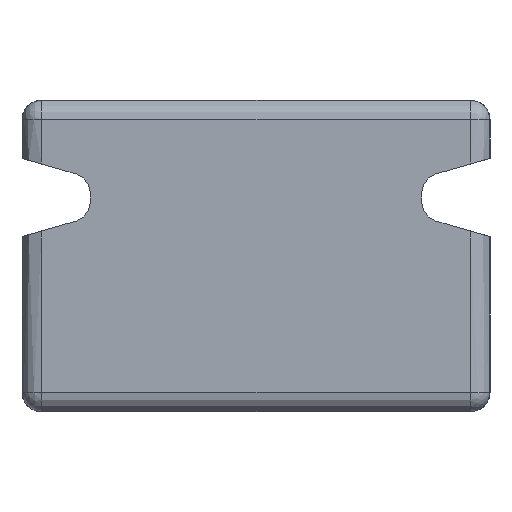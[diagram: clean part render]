
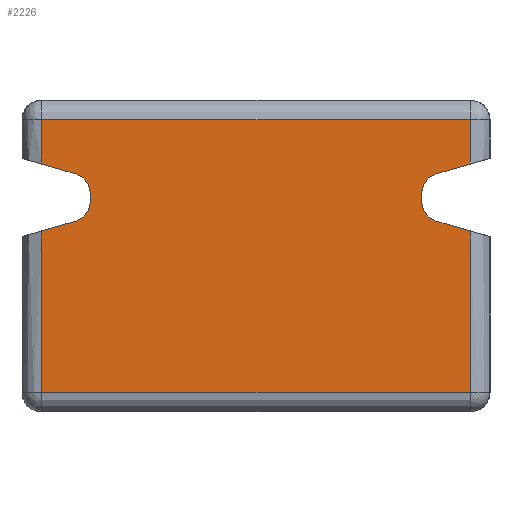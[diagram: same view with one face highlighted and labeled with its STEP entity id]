
A CAD part, left-side view. The second image highlights one B-rep face of the part: STEP entity #2226.
In plain terms, the highlighted planar face has unit normal (-1, 0, 0).
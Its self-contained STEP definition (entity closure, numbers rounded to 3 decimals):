
#23 = CARTESIAN_POINT ( 'NONE',  ( 0., 4.75, 1.623 ) ) ;
#105 = ORIENTED_EDGE ( 'NONE', *, *, #5073, .T. ) ;
#121 = VERTEX_POINT ( 'NONE', #2389 ) ;
#289 = DIRECTION ( 'NONE',  ( 0., 0., 1. ) ) ;
#306 = EDGE_CURVE ( 'NONE', #804, #360, #747, .T. ) ;
#334 = VERTEX_POINT ( 'NONE', #3877 ) ;
#360 = VERTEX_POINT ( 'NONE', #4679 ) ;
#454 = DIRECTION ( 'NONE',  ( 0., 0., 1. ) ) ;
#508 = EDGE_CURVE ( 'NONE', #3549, #5405, #2961, .T. ) ;
#618 = CARTESIAN_POINT ( 'NONE',  ( 0., -4.25, 1.623 ) ) ;
#638 = AXIS2_PLACEMENT_3D ( 'NONE', #4313, #4343, #778 ) ;
#664 = DIRECTION ( 'NONE',  ( 0., 0., 1. ) ) ;
#715 = CARTESIAN_POINT ( 'NONE',  ( 0., -5.994, 0.5 ) ) ;
#716 = LINE ( 'NONE', #2538, #2835 ) ;
#747 = CIRCLE ( 'NONE', #2414, 0.5 ) ;
#750 = LINE ( 'NONE', #2535, #5233 ) ;
#774 = DIRECTION ( 'NONE',  ( 0., 0., 1. ) ) ;
#778 = DIRECTION ( 'NONE',  ( 0., 0., 1. ) ) ;
#785 = VERTEX_POINT ( 'NONE', #4644 ) ;
#804 = VERTEX_POINT ( 'NONE', #5000 ) ;
#826 = CARTESIAN_POINT ( 'NONE',  ( 0., 5.5, -4. ) ) ;
#836 = EDGE_CURVE ( 'NONE', #334, #1582, #1437, .T. ) ;
#846 = VECTOR ( 'NONE', #2010, 1000. ) ;
#1018 = ORIENTED_EDGE ( 'NONE', *, *, #2377, .T. ) ;
#1092 = ORIENTED_EDGE ( 'NONE', *, *, #508, .T. ) ;
#1098 = CARTESIAN_POINT ( 'NONE',  ( 0., 0., 0. ) ) ;
#1121 = CARTESIAN_POINT ( 'NONE',  ( 0., -4.25, 2. ) ) ;
#1179 = CARTESIAN_POINT ( 'NONE',  ( 0., -5.5, -3.5 ) ) ;
#1188 = DIRECTION ( 'NONE',  ( 1., 0., 0. ) ) ;
#1236 = ORIENTED_EDGE ( 'NONE', *, *, #5363, .T. ) ;
#1396 = CARTESIAN_POINT ( 'NONE',  ( 0., -4.25, 1.377 ) ) ;
#1418 = AXIS2_PLACEMENT_3D ( 'NONE', #23, #4516, #2712 ) ;
#1437 = LINE ( 'NONE', #5027, #5488 ) ;
#1460 = CARTESIAN_POINT ( 'NONE',  ( 0., -5.5, 2.358 ) ) ;
#1479 = PLANE ( 'NONE',  #3560 ) ;
#1508 = EDGE_CURVE ( 'NONE', #3465, #121, #3542, .T. ) ;
#1582 = VERTEX_POINT ( 'NONE', #1829 ) ;
#1713 = VECTOR ( 'NONE', #3175, 1000. ) ;
#1797 = LINE ( 'NONE', #3091, #1713 ) ;
#1815 = LINE ( 'NONE', #4814, #4759 ) ;
#1819 = VERTEX_POINT ( 'NONE', #2197 ) ;
#1829 = CARTESIAN_POINT ( 'NONE',  ( 0., 5.5, 3.5 ) ) ;
#1856 = ORIENTED_EDGE ( 'NONE', *, *, #3112, .T. ) ;
#1868 = LINE ( 'NONE', #4078, #3720 ) ;
#1869 = CARTESIAN_POINT ( 'NONE',  ( 0., -5.5, 0.5 ) ) ;
#1891 = VERTEX_POINT ( 'NONE', #3121 ) ;
#1928 = DIRECTION ( 'NONE',  ( 0., 1., 0. ) ) ;
#1935 = LINE ( 'NONE', #1121, #5358 ) ;
#1949 = VECTOR ( 'NONE', #2764, 1000. ) ;
#2010 = DIRECTION ( 'NONE',  ( 0., 0.961, 0.276 ) ) ;
#2062 = DIRECTION ( 'NONE',  ( 0., -0.961, 0.276 ) ) ;
#2099 = EDGE_CURVE ( 'NONE', #1582, #1891, #1797, .T. ) ;
#2118 = ORIENTED_EDGE ( 'NONE', *, *, #2626, .F. ) ;
#2120 = CARTESIAN_POINT ( 'NONE',  ( 0., -5.5, 4. ) ) ;
#2127 = EDGE_CURVE ( 'NONE', #4068, #2965, #3971, .T. ) ;
#2175 = CIRCLE ( 'NONE', #1418, 0.5 ) ;
#2197 = CARTESIAN_POINT ( 'NONE',  ( 0., 4.612, 2.104 ) ) ;
#2225 = CARTESIAN_POINT ( 'NONE',  ( 0., -4.612, 0.896 ) ) ;
#2226 = ADVANCED_FACE ( 'NONE', ( #5105 ), #1479, .T. ) ;
#2289 = CIRCLE ( 'NONE', #5633, 0.5 ) ;
#2303 = EDGE_LOOP ( 'NONE', ( #5524, #3103, #1856, #1092, #2118, #105, #3932, #4166, #5714, #2966, #1236, #1018, #3739, #3944, #4682, #2393 ) ) ;
#2377 = EDGE_CURVE ( 'NONE', #1819, #785, #2175, .T. ) ;
#2389 = CARTESIAN_POINT ( 'NONE',  ( 0., 5.5, -3.5 ) ) ;
#2393 = ORIENTED_EDGE ( 'NONE', *, *, #1508, .T. ) ;
#2414 = AXIS2_PLACEMENT_3D ( 'NONE', #3844, #1188, #3813 ) ;
#2535 = CARTESIAN_POINT ( 'NONE',  ( 0., -6., -3.5 ) ) ;
#2538 = CARTESIAN_POINT ( 'NONE',  ( 0., 4.25, 1. ) ) ;
#2626 = EDGE_CURVE ( 'NONE', #4218, #5405, #5610, .T. ) ;
#2712 = DIRECTION ( 'NONE',  ( 0., 0., 1. ) ) ;
#2764 = DIRECTION ( 'NONE',  ( 0., 0., -1. ) ) ;
#2773 = VERTEX_POINT ( 'NONE', #1460 ) ;
#2835 = VECTOR ( 'NONE', #4843, 1000. ) ;
#2902 = CARTESIAN_POINT ( 'NONE',  ( 0., -4.612, 2.104 ) ) ;
#2955 = LINE ( 'NONE', #715, #846 ) ;
#2961 = CIRCLE ( 'NONE', #638, 0.5 ) ;
#2965 = VERTEX_POINT ( 'NONE', #3442 ) ;
#2966 = ORIENTED_EDGE ( 'NONE', *, *, #2099, .T. ) ;
#3091 = CARTESIAN_POINT ( 'NONE',  ( 0., 5.5, 2.5 ) ) ;
#3103 = ORIENTED_EDGE ( 'NONE', *, *, #2127, .T. ) ;
#3112 = EDGE_CURVE ( 'NONE', #2965, #3549, #2955, .T. ) ;
#3121 = CARTESIAN_POINT ( 'NONE',  ( 0., 5.5, 2.358 ) ) ;
#3175 = DIRECTION ( 'NONE',  ( 0., 0., -1. ) ) ;
#3177 = EDGE_CURVE ( 'NONE', #121, #4068, #750, .T. ) ;
#3253 = EDGE_CURVE ( 'NONE', #804, #785, #1815, .T. ) ;
#3267 = VECTOR ( 'NONE', #5748, 1000. ) ;
#3422 = CARTESIAN_POINT ( 'NONE',  ( 0., 5.5, 0.642 ) ) ;
#3442 = CARTESIAN_POINT ( 'NONE',  ( 0., -5.5, 0.642 ) ) ;
#3465 = VERTEX_POINT ( 'NONE', #3422 ) ;
#3542 = LINE ( 'NONE', #826, #4202 ) ;
#3549 = VERTEX_POINT ( 'NONE', #2225 ) ;
#3560 = AXIS2_PLACEMENT_3D ( 'NONE', #1098, #4664, #664 ) ;
#3691 = DIRECTION ( 'NONE',  ( 0., -0.961, -0.276 ) ) ;
#3720 = VECTOR ( 'NONE', #3691, 1000. ) ;
#3739 = ORIENTED_EDGE ( 'NONE', *, *, #3253, .F. ) ;
#3813 = DIRECTION ( 'NONE',  ( 0., 0., 1. ) ) ;
#3844 = CARTESIAN_POINT ( 'NONE',  ( 0., 4.75, 1.377 ) ) ;
#3877 = CARTESIAN_POINT ( 'NONE',  ( 0., -5.5, 3.5 ) ) ;
#3932 = ORIENTED_EDGE ( 'NONE', *, *, #4690, .T. ) ;
#3944 = ORIENTED_EDGE ( 'NONE', *, *, #306, .T. ) ;
#3971 = LINE ( 'NONE', #1869, #3267 ) ;
#4068 = VERTEX_POINT ( 'NONE', #1179 ) ;
#4078 = CARTESIAN_POINT ( 'NONE',  ( 0., 5.994, 2.5 ) ) ;
#4166 = ORIENTED_EDGE ( 'NONE', *, *, #4344, .T. ) ;
#4202 = VECTOR ( 'NONE', #5757, 1000. ) ;
#4218 = VERTEX_POINT ( 'NONE', #618 ) ;
#4300 = DIRECTION ( 'NONE',  ( 1., 0., 0. ) ) ;
#4313 = CARTESIAN_POINT ( 'NONE',  ( 0., -4.75, 1.377 ) ) ;
#4343 = DIRECTION ( 'NONE',  ( 1., 0., 0. ) ) ;
#4344 = EDGE_CURVE ( 'NONE', #2773, #334, #4775, .T. ) ;
#4516 = DIRECTION ( 'NONE',  ( 1., 0., 0. ) ) ;
#4539 = EDGE_CURVE ( 'NONE', #360, #3465, #716, .T. ) ;
#4644 = CARTESIAN_POINT ( 'NONE',  ( 0., 4.25, 1.623 ) ) ;
#4664 = DIRECTION ( 'NONE',  ( -1., 0., 0. ) ) ;
#4679 = CARTESIAN_POINT ( 'NONE',  ( 0., 4.612, 0.896 ) ) ;
#4682 = ORIENTED_EDGE ( 'NONE', *, *, #4539, .T. ) ;
#4690 = EDGE_CURVE ( 'NONE', #5504, #2773, #1935, .T. ) ;
#4693 = CARTESIAN_POINT ( 'NONE',  ( 0., -4.75, 1.623 ) ) ;
#4759 = VECTOR ( 'NONE', #454, 1000. ) ;
#4775 = LINE ( 'NONE', #2120, #4901 ) ;
#4814 = CARTESIAN_POINT ( 'NONE',  ( 0., 4.25, 2.5 ) ) ;
#4843 = DIRECTION ( 'NONE',  ( 0., 0.961, -0.276 ) ) ;
#4901 = VECTOR ( 'NONE', #774, 1000. ) ;
#5000 = CARTESIAN_POINT ( 'NONE',  ( 0., 4.25, 1.377 ) ) ;
#5027 = CARTESIAN_POINT ( 'NONE',  ( 0., 6., 3.5 ) ) ;
#5073 = EDGE_CURVE ( 'NONE', #4218, #5504, #2289, .T. ) ;
#5105 = FACE_OUTER_BOUND ( 'NONE', #2303, .T. ) ;
#5179 = CARTESIAN_POINT ( 'NONE',  ( 0., -4.25, 2.5 ) ) ;
#5233 = VECTOR ( 'NONE', #5654, 1000. ) ;
#5358 = VECTOR ( 'NONE', #2062, 1000. ) ;
#5363 = EDGE_CURVE ( 'NONE', #1891, #1819, #1868, .T. ) ;
#5405 = VERTEX_POINT ( 'NONE', #1396 ) ;
#5488 = VECTOR ( 'NONE', #1928, 1000. ) ;
#5504 = VERTEX_POINT ( 'NONE', #2902 ) ;
#5524 = ORIENTED_EDGE ( 'NONE', *, *, #3177, .T. ) ;
#5610 = LINE ( 'NONE', #5179, #1949 ) ;
#5633 = AXIS2_PLACEMENT_3D ( 'NONE', #4693, #4300, #289 ) ;
#5654 = DIRECTION ( 'NONE',  ( 0., -1., 0. ) ) ;
#5714 = ORIENTED_EDGE ( 'NONE', *, *, #836, .T. ) ;
#5748 = DIRECTION ( 'NONE',  ( 0., 0., 1. ) ) ;
#5757 = DIRECTION ( 'NONE',  ( 0., 0., -1. ) ) ;
